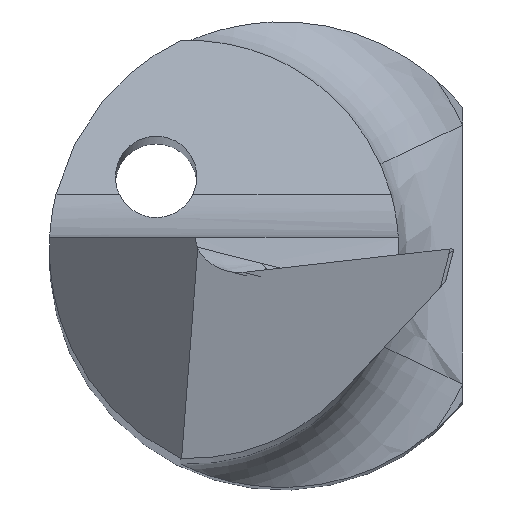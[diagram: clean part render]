
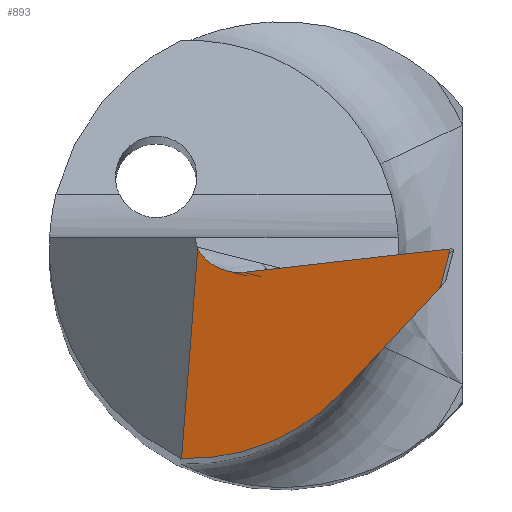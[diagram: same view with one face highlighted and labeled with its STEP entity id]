
A CAD part, top view. The second image highlights one B-rep face of the part: STEP entity #893.
In plain terms, the highlighted planar face has unit normal (-0.122, -0.139, 0.983).
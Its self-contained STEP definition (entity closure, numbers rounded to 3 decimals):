
#27 = LINE ( 'NONE', #400, #189 ) ;
#33 = DIRECTION ( 'NONE',  ( 0.673, 0.716, 0.185 ) ) ;
#34 = LINE ( 'NONE', #323, #664 ) ;
#52 = DIRECTION ( 'NONE',  ( -0.984, -0.111, -0.138 ) ) ;
#99 = EDGE_LOOP ( 'NONE', ( #722, #596, #600, #928, #530, #831 ) ) ;
#189 = VECTOR ( 'NONE', #608, 1000. ) ;
#201 = LINE ( 'NONE', #719, #522 ) ;
#210 = VERTEX_POINT ( 'NONE', #643 ) ;
#234 = VERTEX_POINT ( 'NONE', #270 ) ;
#247 = CARTESIAN_POINT ( 'NONE',  ( -0.335, -0.201, 41.75 ) ) ;
#270 = CARTESIAN_POINT ( 'NONE',  ( -0.864, -1.799, 41.458 ) ) ;
#277 = AXIS2_PLACEMENT_3D ( 'NONE', #396, #317, #697 ) ;
#288 = EDGE_CURVE ( 'NONE', #387, #210, #201, .T. ) ;
#311 = CARTESIAN_POINT ( 'NONE',  ( 1.359, -0.33, 41.943 ) ) ;
#317 = DIRECTION ( 'NONE',  ( -0.122, -0.139, 0.983 ) ) ;
#323 = CARTESIAN_POINT ( 'NONE',  ( 1.47, 0.107, 42.019 ) ) ;
#333 = CARTESIAN_POINT ( 'NONE',  ( -0.725, 0.001, 41.73 ) ) ;
#361 = VERTEX_POINT ( 'NONE', #311 ) ;
#387 = VERTEX_POINT ( 'NONE', #832 ) ;
#396 = CARTESIAN_POINT ( 'NONE',  ( 1.495, 0.1, 42.021 ) ) ;
#400 = CARTESIAN_POINT ( 'NONE',  ( -0.702, 0.306, 41.777 ) ) ;
#505 = VERTEX_POINT ( 'NONE', #854 ) ;
#509 = EDGE_CURVE ( 'NONE', #361, #387, #34, .T. ) ;
#522 = VECTOR ( 'NONE', #52, 1000. ) ;
#530 = ORIENTED_EDGE ( 'NONE', *, *, #886, .T. ) ;
#587 = EDGE_CURVE ( 'NONE', #640, #210, #710, .T. ) ;
#596 = ORIENTED_EDGE ( 'NONE', *, *, #509, .T. ) ;
#600 = ORIENTED_EDGE ( 'NONE', *, *, #288, .T. ) ;
#604 = CARTESIAN_POINT ( 'NONE',  ( -0.864, -1.799, 41.458 ) ) ;
#608 = DIRECTION ( 'NONE',  ( -0.076, -0.986, -0.149 ) ) ;
#620 = LINE ( 'NONE', #919, #731 ) ;
#621 = CARTESIAN_POINT ( 'NONE',  ( -0.628, -0.121, 41.725 ) ) ;
#640 = VERTEX_POINT ( 'NONE', #951 ) ;
#643 = CARTESIAN_POINT ( 'NONE',  ( -0.335, -0.201, 41.75 ) ) ;
#664 = VECTOR ( 'NONE', #777, 1000. ) ;
#697 = DIRECTION ( 'NONE',  ( 0., -0.99, -0.14 ) ) ;
#710 = B_SPLINE_CURVE_WITH_KNOTS ( 'NONE', 3,
 ( #333, #908, #621, #920, #758, #247 ),
 .UNSPECIFIED., .F., .F.,
 ( 4, 2, 4 ),
 ( 0., 0., 0. ),
 .UNSPECIFIED. ) ;
#719 = CARTESIAN_POINT ( 'NONE',  ( 50.756, 5.568, 48.933 ) ) ;
#722 = ORIENTED_EDGE ( 'NONE', *, *, #921, .T. ) ;
#731 = VECTOR ( 'NONE', #33, 1000. ) ;
#758 = CARTESIAN_POINT ( 'NONE',  ( -0.411, -0.209, 41.74 ) ) ;
#774 = PLANE ( 'NONE',  #277 ) ;
#777 = DIRECTION ( 'NONE',  ( 0.243, 0.956, 0.166 ) ) ;
#823 = EDGE_CURVE ( 'NONE', #505, #234, #938, .T. ) ;
#831 = ORIENTED_EDGE ( 'NONE', *, *, #823, .F. ) ;
#832 = CARTESIAN_POINT ( 'NONE',  ( 1.443, 0., 42. ) ) ;
#833 = CARTESIAN_POINT ( 'NONE',  ( 0.151, -1.617, 41.61 ) ) ;
#849 = CARTESIAN_POINT ( 'NONE',  ( 0.512, -1.232, 41.71 ) ) ;
#853 = CARTESIAN_POINT ( 'NONE',  ( -0.337, -1.818, 41.521 ) ) ;
#854 = CARTESIAN_POINT ( 'NONE',  ( 0.512, -1.232, 41.71 ) ) ;
#886 = EDGE_CURVE ( 'NONE', #640, #234, #27, .T. ) ;
#893 = ADVANCED_FACE ( 'NONE', ( #916 ), #774, .T. ) ;
#908 = CARTESIAN_POINT ( 'NONE',  ( -0.689, -0.067, 41.725 ) ) ;
#916 = FACE_OUTER_BOUND ( 'NONE', #99, .T. ) ;
#919 = CARTESIAN_POINT ( 'NONE',  ( 0.555, -1.187, 41.722 ) ) ;
#920 = CARTESIAN_POINT ( 'NONE',  ( -0.49, -0.192, 41.732 ) ) ;
#921 = EDGE_CURVE ( 'NONE', #505, #361, #620, .T. ) ;
#928 = ORIENTED_EDGE ( 'NONE', *, *, #587, .F. ) ;
#938 =( BOUNDED_CURVE ( )  B_SPLINE_CURVE ( 3, ( #849, #833, #853, #604 ),
 .UNSPECIFIED., .F., .F. ) 
 B_SPLINE_CURVE_WITH_KNOTS ( ( 4, 4 ),
 ( 4.745, 5.597 ),
 .UNSPECIFIED. ) 
 CURVE ( )  GEOMETRIC_REPRESENTATION_ITEM ( )  RATIONAL_B_SPLINE_CURVE ( ( 1., 0.94, 0.94, 1. ) ) 
 REPRESENTATION_ITEM ( '' )  );
#951 = CARTESIAN_POINT ( 'NONE',  ( -0.725, 0.001, 41.73 ) ) ;
